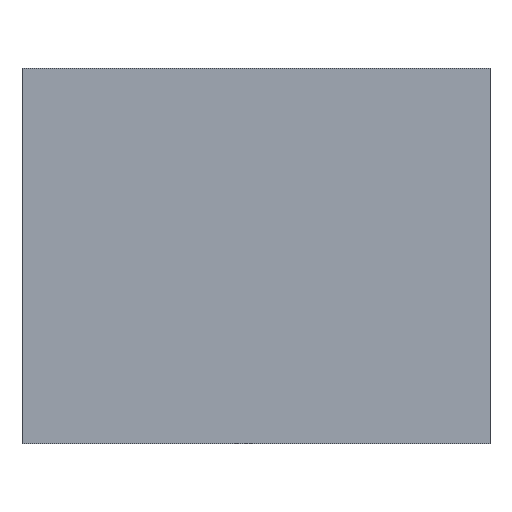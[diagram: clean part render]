
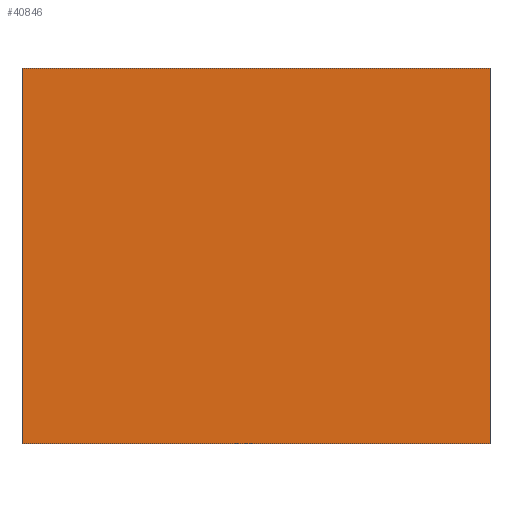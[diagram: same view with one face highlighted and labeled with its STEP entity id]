
A CAD part, top view. The second image highlights one B-rep face of the part: STEP entity #40846.
In plain terms, the highlighted planar face has unit normal (0, 0, 1).
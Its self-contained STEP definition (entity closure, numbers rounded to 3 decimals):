
#2653=PLANE('',#43132);
#4221=FACE_OUTER_BOUND('',#6327,.T.);
#6327=EDGE_LOOP('',(#29314,#29315,#29316,#29317));
#8855=LINE('',#58570,#13376);
#8856=LINE('',#58572,#13377);
#8857=LINE('',#58574,#13378);
#8858=LINE('',#58575,#13379);
#13376=VECTOR('',#47124,10.);
#13377=VECTOR('',#47125,10.);
#13378=VECTOR('',#47126,10.);
#13379=VECTOR('',#47127,10.);
#19082=VERTEX_POINT('',#58568);
#19083=VERTEX_POINT('',#58569);
#19084=VERTEX_POINT('',#58571);
#19085=VERTEX_POINT('',#58573);
#23107=EDGE_CURVE('',#19082,#19083,#8855,.T.);
#23108=EDGE_CURVE('',#19084,#19082,#8856,.T.);
#23109=EDGE_CURVE('',#19085,#19084,#8857,.T.);
#23110=EDGE_CURVE('',#19083,#19085,#8858,.T.);
#29314=ORIENTED_EDGE('',*,*,#23107,.F.);
#29315=ORIENTED_EDGE('',*,*,#23108,.F.);
#29316=ORIENTED_EDGE('',*,*,#23109,.F.);
#29317=ORIENTED_EDGE('',*,*,#23110,.F.);
#40846=ADVANCED_FACE('',(#4221),#2653,.F.);
#43132=AXIS2_PLACEMENT_3D('',#58567,#47122,#47123);
#47122=DIRECTION('center_axis',(0.,0.,
-1.));
#47123=DIRECTION('ref_axis',(-1.,0.,0.));
#47124=DIRECTION('',(-1.,0.,0.));
#47125=DIRECTION('',(0.,-1.,0.));
#47126=DIRECTION('',(1.,0.,0.));
#47127=DIRECTION('',(0.,1.,0.));
#58567=CARTESIAN_POINT('Origin',(0.,0.,
1.1));
#58568=CARTESIAN_POINT('',(330.,-265.,1.1));
#58569=CARTESIAN_POINT('',(-330.,-265.,1.1));
#58570=CARTESIAN_POINT('',(330.,-265.,1.1));
#58571=CARTESIAN_POINT('',(330.,265.,1.1));
#58572=CARTESIAN_POINT('',(330.,265.,1.1));
#58573=CARTESIAN_POINT('',(-330.,265.,1.1));
#58574=CARTESIAN_POINT('',(-330.,265.,1.1));
#58575=CARTESIAN_POINT('',(-330.,-265.,1.1));
